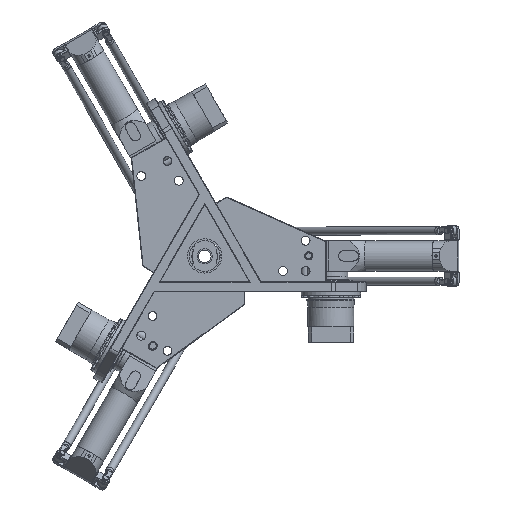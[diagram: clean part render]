
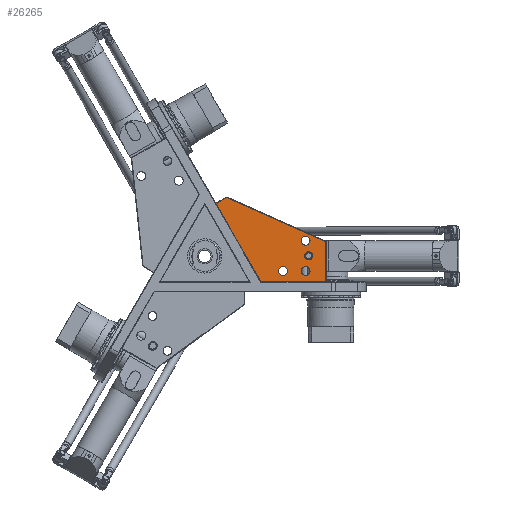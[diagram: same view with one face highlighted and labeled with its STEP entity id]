
A CAD part, top view. The second image highlights one B-rep face of the part: STEP entity #26265.
In plain terms, the highlighted planar face has unit normal (0, 0, 1).
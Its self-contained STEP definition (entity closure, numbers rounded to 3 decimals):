
#622=FACE_BOUND('',#5034,.T.);
#623=FACE_BOUND('',#5035,.T.);
#624=FACE_BOUND('',#5036,.T.);
#625=FACE_BOUND('',#5037,.T.);
#1595=CIRCLE('',#28556,8.);
#1596=CIRCLE('',#28559,8.75);
#1597=CIRCLE('',#28560,8.75);
#1598=CIRCLE('',#28561,8.75);
#3339=FACE_OUTER_BOUND('',#5033,.T.);
#5033=EDGE_LOOP('',(#21085,#21086,#21087,#21088,#21089));
#5034=EDGE_LOOP('',(#21090));
#5035=EDGE_LOOP('',(#21091));
#5036=EDGE_LOOP('',(#21092));
#5037=EDGE_LOOP('',(#21093));
#7521=LINE('',#48512,#9884);
#7522=LINE('',#48514,#9885);
#7523=LINE('',#48516,#9886);
#7524=LINE('',#48518,#9887);
#7525=LINE('',#48519,#9888);
#9884=VECTOR('',#34096,10.);
#9885=VECTOR('',#34097,10.);
#9886=VECTOR('',#34098,10.);
#9887=VECTOR('',#34099,10.);
#9888=VECTOR('',#34100,10.);
#12196=VERTEX_POINT('',#48506);
#12197=VERTEX_POINT('',#48510);
#12198=VERTEX_POINT('',#48511);
#12199=VERTEX_POINT('',#48513);
#12200=VERTEX_POINT('',#48515);
#12201=VERTEX_POINT('',#48517);
#12202=VERTEX_POINT('',#48520);
#12203=VERTEX_POINT('',#48522);
#12204=VERTEX_POINT('',#48524);
#15345=EDGE_CURVE('',#12196,#12196,#1595,.T.);
#15346=EDGE_CURVE('',#12197,#12198,#7521,.T.);
#15347=EDGE_CURVE('',#12199,#12197,#7522,.T.);
#15348=EDGE_CURVE('',#12200,#12199,#7523,.T.);
#15349=EDGE_CURVE('',#12201,#12200,#7524,.T.);
#15350=EDGE_CURVE('',#12198,#12201,#7525,.T.);
#15351=EDGE_CURVE('',#12202,#12202,#1596,.T.);
#15352=EDGE_CURVE('',#12203,#12203,#1597,.T.);
#15353=EDGE_CURVE('',#12204,#12204,#1598,.T.);
#21085=ORIENTED_EDGE('',*,*,#15346,.F.);
#21086=ORIENTED_EDGE('',*,*,#15347,.F.);
#21087=ORIENTED_EDGE('',*,*,#15348,.F.);
#21088=ORIENTED_EDGE('',*,*,#15349,.F.);
#21089=ORIENTED_EDGE('',*,*,#15350,.F.);
#21090=ORIENTED_EDGE('',*,*,#15351,.T.);
#21091=ORIENTED_EDGE('',*,*,#15352,.T.);
#21092=ORIENTED_EDGE('',*,*,#15353,.T.);
#21093=ORIENTED_EDGE('',*,*,#15345,.F.);
#24845=PLANE('',#28558);
#26265=ADVANCED_FACE('',(#3339,#622,#623,#624,#625),#24845,.T.);
#28556=AXIS2_PLACEMENT_3D('',#48507,#34090,#34091);
#28558=AXIS2_PLACEMENT_3D('',#48509,#34094,#34095);
#28559=AXIS2_PLACEMENT_3D('',#48521,#34101,#34102);
#28560=AXIS2_PLACEMENT_3D('',#48523,#34103,#34104);
#28561=AXIS2_PLACEMENT_3D('',#48525,#34105,#34106);
#34090=DIRECTION('center_axis',(0.,0.,
1.));
#34091=DIRECTION('ref_axis',(-1.,0.,0.));
#34094=DIRECTION('center_axis',(0.,0.,
1.));
#34095=DIRECTION('ref_axis',(-0.5,0.866,0.));
#34096=DIRECTION('',(0.,-1.,0.));
#34097=DIRECTION('',(0.914,-0.406,0.));
#34098=DIRECTION('',(0.866,0.5,0.));
#34099=DIRECTION('',(-0.5,0.866,0.));
#34100=DIRECTION('',(-1.,0.,0.));
#34101=DIRECTION('center_axis',(0.,0.,
-1.));
#34102=DIRECTION('ref_axis',(-1.,0.,0.));
#34103=DIRECTION('center_axis',(0.,0.,
-1.));
#34104=DIRECTION('ref_axis',(-1.,0.,0.));
#34105=DIRECTION('center_axis',(0.,0.,
-1.));
#34106=DIRECTION('ref_axis',(-1.,0.,0.));
#48506=CARTESIAN_POINT('',(214.,0.,101.));
#48507=CARTESIAN_POINT('Origin',(206.,0.,101.));
#48509=CARTESIAN_POINT('Origin',(136.033,25.162,101.));
#48510=CARTESIAN_POINT('',(240.429,28.35,101.));
#48511=CARTESIAN_POINT('',(240.429,-51.,101.));
#48512=CARTESIAN_POINT('',(240.429,-12.919,101.));
#48513=CARTESIAN_POINT('',(43.488,115.879,101.));
#48514=CARTESIAN_POINT('',(197.73,47.328,101.));
#48515=CARTESIAN_POINT('',(22.183,103.579,101.));
#48516=CARTESIAN_POINT('',(58.772,124.704,101.));
#48517=CARTESIAN_POINT('',(111.429,-51.,101.));
#48518=CARTESIAN_POINT('',(111.429,-51.,101.));
#48519=CARTESIAN_POINT('',(241.429,-51.,101.));
#48520=CARTESIAN_POINT('',(208.75,-30.,101.));
#48521=CARTESIAN_POINT('Origin',(200.,-30.,101.));
#48522=CARTESIAN_POINT('',(163.75,-30.,101.));
#48523=CARTESIAN_POINT('Origin',(155.,-30.,101.));
#48524=CARTESIAN_POINT('',(208.75,30.,101.));
#48525=CARTESIAN_POINT('Origin',(200.,30.,101.));
